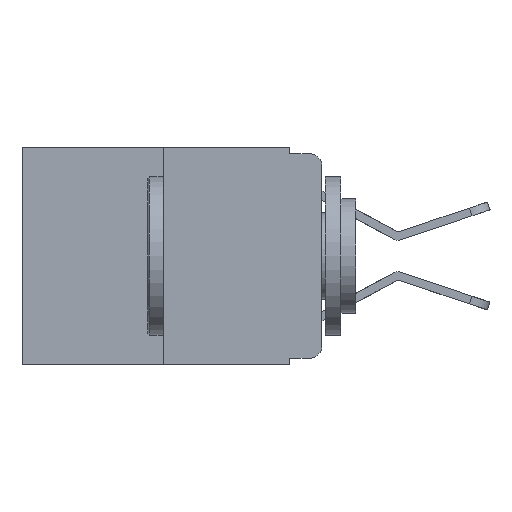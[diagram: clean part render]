
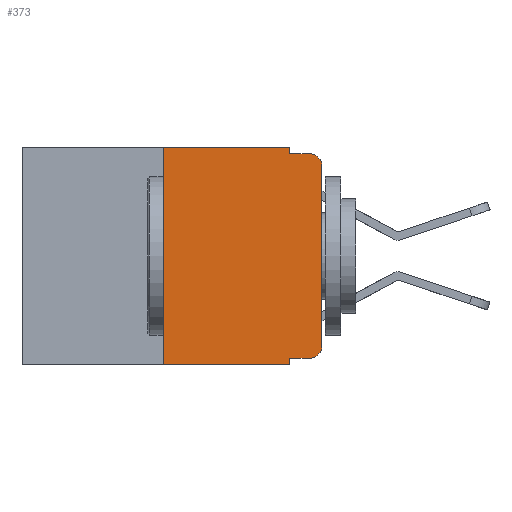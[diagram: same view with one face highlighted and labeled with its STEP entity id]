
A CAD part, left-side view. The second image highlights one B-rep face of the part: STEP entity #373.
In plain terms, the highlighted planar face has unit normal (-1, 0, 0).
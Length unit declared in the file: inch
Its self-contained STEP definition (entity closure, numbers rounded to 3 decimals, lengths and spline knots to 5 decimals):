
#78 = VERTEX_POINT ( 'NONE', #6083 ) ;
#373 = ADVANCED_FACE ( 'NONE', ( #6748 ), #8822, .F. ) ;
#382 = DIRECTION ( 'NONE',  ( 0., -1., 0. ) ) ;
#644 = VERTEX_POINT ( 'NONE', #21676 ) ;
#715 = CIRCLE ( 'NONE', #20762, 0.02 ) ;
#841 = VECTOR ( 'NONE', #19831, 39.37008 ) ;
#1367 = CARTESIAN_POINT ( 'NONE',  ( 0., 0.25, -0.343 ) ) ;
#1527 = ORIENTED_EDGE ( 'NONE', *, *, #6177, .F. ) ;
#1838 = LINE ( 'NONE', #16495, #15068 ) ;
#2182 = CARTESIAN_POINT ( 'NONE',  ( 0., 0.02, -0.01 ) ) ;
#2352 = LINE ( 'NONE', #14335, #20860 ) ;
#2624 = EDGE_LOOP ( 'NONE', ( #22013, #11154, #5562, #1527, #14548, #11001, #18489, #11850, #14081, #20196 ) ) ;
#2896 = VERTEX_POINT ( 'NONE', #2182 ) ;
#3100 = EDGE_CURVE ( 'NONE', #22144, #19960, #715, .T. ) ;
#3605 = DIRECTION ( 'NONE',  ( 1., 0., 0. ) ) ;
#4500 = LINE ( 'NONE', #5224, #17595 ) ;
#5224 = CARTESIAN_POINT ( 'NONE',  ( 0., 0.473, -0.343 ) ) ;
#5308 = LINE ( 'NONE', #9600, #18961 ) ;
#5361 = DIRECTION ( 'NONE',  ( -1., 0., 0. ) ) ;
#5562 = ORIENTED_EDGE ( 'NONE', *, *, #13798, .F. ) ;
#5589 = VECTOR ( 'NONE', #382, 39.37008 ) ;
#6083 = CARTESIAN_POINT ( 'NONE',  ( 0., 0.051, -0.343 ) ) ;
#6177 = EDGE_CURVE ( 'NONE', #17968, #644, #2352, .T. ) ;
#6748 = FACE_OUTER_BOUND ( 'NONE', #2624, .T. ) ;
#7124 = CARTESIAN_POINT ( 'NONE',  ( 0., 0.25, 0. ) ) ;
#7135 = DIRECTION ( 'NONE',  ( 0., -1., 0. ) ) ;
#7646 = DIRECTION ( 'NONE',  ( 0., -1., 0. ) ) ;
#8764 = CARTESIAN_POINT ( 'NONE',  ( 0., 0.02, -0.333 ) ) ;
#8822 = PLANE ( 'NONE',  #21155 ) ;
#9173 = CARTESIAN_POINT ( 'NONE',  ( 0., 0.051, -0.01 ) ) ;
#9328 = DIRECTION ( 'NONE',  ( -1., 0., 0. ) ) ;
#9461 = VERTEX_POINT ( 'NONE', #7124 ) ;
#9468 = EDGE_CURVE ( 'NONE', #15952, #2896, #22095, .T. ) ;
#9600 = CARTESIAN_POINT ( 'NONE',  ( 0., 0.051, 0. ) ) ;
#9796 = LINE ( 'NONE', #21913, #5589 ) ;
#9824 = DIRECTION ( 'NONE',  ( 0., 0., 1. ) ) ;
#9896 = AXIS2_PLACEMENT_3D ( 'NONE', #16042, #5361, #17818 ) ;
#10069 = CARTESIAN_POINT ( 'NONE',  ( 0., 0.051, -0.333 ) ) ;
#10433 = CARTESIAN_POINT ( 'NONE',  ( 0., 0.02, -0.313 ) ) ;
#10833 = DIRECTION ( 'NONE',  ( 0., 0., -1. ) ) ;
#11001 = ORIENTED_EDGE ( 'NONE', *, *, #22749, .F. ) ;
#11090 = VERTEX_POINT ( 'NONE', #1367 ) ;
#11154 = ORIENTED_EDGE ( 'NONE', *, *, #9468, .T. ) ;
#11751 = LINE ( 'NONE', #22198, #20632 ) ;
#11850 = ORIENTED_EDGE ( 'NONE', *, *, #12012, .F. ) ;
#12012 = EDGE_CURVE ( 'NONE', #12173, #78, #5308, .T. ) ;
#12051 = CARTESIAN_POINT ( 'NONE',  ( 0., 0., -0.03 ) ) ;
#12173 = VERTEX_POINT ( 'NONE', #10069 ) ;
#12728 = EDGE_CURVE ( 'NONE', #19960, #15952, #15032, .T. ) ;
#13798 = EDGE_CURVE ( 'NONE', #644, #2896, #19441, .T. ) ;
#14081 = ORIENTED_EDGE ( 'NONE', *, *, #22644, .T. ) ;
#14335 = CARTESIAN_POINT ( 'NONE',  ( 0., 0.051, 0. ) ) ;
#14548 = ORIENTED_EDGE ( 'NONE', *, *, #22609, .F. ) ;
#14865 = EDGE_CURVE ( 'NONE', #11090, #78, #4500, .T. ) ;
#14907 = CARTESIAN_POINT ( 'NONE',  ( 0., 0.473, 0. ) ) ;
#14931 = DIRECTION ( 'NONE',  ( 0., 0., -1. ) ) ;
#14954 = DIRECTION ( 'NONE',  ( 0., 0., -1. ) ) ;
#14996 = CARTESIAN_POINT ( 'NONE',  ( 0., 0., -0.313 ) ) ;
#15032 = LINE ( 'NONE', #15153, #18079 ) ;
#15068 = VECTOR ( 'NONE', #7646, 39.37008 ) ;
#15153 = CARTESIAN_POINT ( 'NONE',  ( 0., 0., 0. ) ) ;
#15952 = VERTEX_POINT ( 'NONE', #12051 ) ;
#16042 = CARTESIAN_POINT ( 'NONE',  ( 0., 0.02, -0.03 ) ) ;
#16495 = CARTESIAN_POINT ( 'NONE',  ( 0., 0.473, 0. ) ) ;
#16933 = DIRECTION ( 'NONE',  ( 0., 0., 1. ) ) ;
#17595 = VECTOR ( 'NONE', #7135, 39.37008 ) ;
#17818 = DIRECTION ( 'NONE',  ( 0., 0., -1. ) ) ;
#17968 = VERTEX_POINT ( 'NONE', #23231 ) ;
#18079 = VECTOR ( 'NONE', #16933, 39.37008 ) ;
#18172 = DIRECTION ( 'NONE',  ( 0., 0., -1. ) ) ;
#18489 = ORIENTED_EDGE ( 'NONE', *, *, #14865, .T. ) ;
#18961 = VECTOR ( 'NONE', #14954, 39.37008 ) ;
#19441 = LINE ( 'NONE', #9173, #841 ) ;
#19831 = DIRECTION ( 'NONE',  ( 0., -1., 0. ) ) ;
#19960 = VERTEX_POINT ( 'NONE', #14996 ) ;
#20196 = ORIENTED_EDGE ( 'NONE', *, *, #3100, .T. ) ;
#20632 = VECTOR ( 'NONE', #9824, 39.37008 ) ;
#20762 = AXIS2_PLACEMENT_3D ( 'NONE', #10433, #9328, #18172 ) ;
#20860 = VECTOR ( 'NONE', #10833, 39.37008 ) ;
#21155 = AXIS2_PLACEMENT_3D ( 'NONE', #14907, #3605, #14931 ) ;
#21676 = CARTESIAN_POINT ( 'NONE',  ( 0., 0.051, -0.01 ) ) ;
#21913 = CARTESIAN_POINT ( 'NONE',  ( 0., 0.051, -0.333 ) ) ;
#22013 = ORIENTED_EDGE ( 'NONE', *, *, #12728, .T. ) ;
#22095 = CIRCLE ( 'NONE', #9896, 0.02 ) ;
#22144 = VERTEX_POINT ( 'NONE', #8764 ) ;
#22198 = CARTESIAN_POINT ( 'NONE',  ( 0., 0.25, 0. ) ) ;
#22609 = EDGE_CURVE ( 'NONE', #9461, #17968, #1838, .T. ) ;
#22644 = EDGE_CURVE ( 'NONE', #12173, #22144, #9796, .T. ) ;
#22749 = EDGE_CURVE ( 'NONE', #11090, #9461, #11751, .T. ) ;
#23231 = CARTESIAN_POINT ( 'NONE',  ( 0., 0.051, 0. ) ) ;
